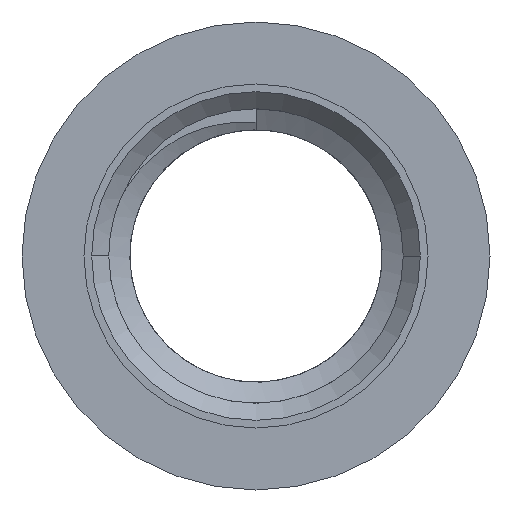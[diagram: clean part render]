
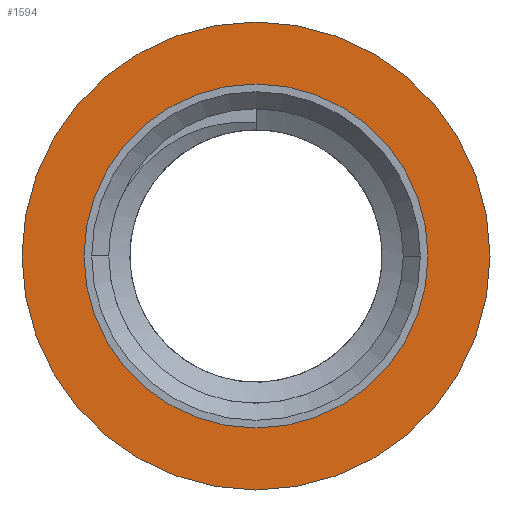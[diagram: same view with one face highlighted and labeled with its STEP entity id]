
A CAD part, front view. The second image highlights one B-rep face of the part: STEP entity #1594.
In plain terms, the highlighted planar face has unit normal (0, -1, 0).
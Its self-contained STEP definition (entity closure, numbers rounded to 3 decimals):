
#8 = VERTEX_POINT ( 'NONE', #994 ) ;
#26 = AXIS2_PLACEMENT_3D ( 'NONE', #1565, #1348, #1185 ) ;
#123 = CIRCLE ( 'NONE', #725, 2.045 ) ;
#177 = DIRECTION ( 'NONE',  ( 0., -1., 0. ) ) ;
#185 = DIRECTION ( 'NONE',  ( 0., -1., 0. ) ) ;
#196 = CARTESIAN_POINT ( 'NONE',  ( 0., 1.524, 0. ) ) ;
#197 = EDGE_CURVE ( 'NONE', #1460, #8, #647, .T. ) ;
#302 = DIRECTION ( 'NONE',  ( 1., 0., 0. ) ) ;
#309 = CARTESIAN_POINT ( 'NONE',  ( 2.781, 1.524, 0. ) ) ;
#328 = DIRECTION ( 'NONE',  ( 1., 0., 0. ) ) ;
#384 = EDGE_CURVE ( 'NONE', #637, #936, #1473, .T. ) ;
#445 = EDGE_LOOP ( 'NONE', ( #1374, #680 ) ) ;
#485 = EDGE_CURVE ( 'NONE', #8, #1460, #709, .T. ) ;
#586 = EDGE_LOOP ( 'NONE', ( #1353, #853 ) ) ;
#637 = VERTEX_POINT ( 'NONE', #695 ) ;
#647 = CIRCLE ( 'NONE', #698, 2.781 ) ;
#669 = DIRECTION ( 'NONE',  ( 1., 0., 0. ) ) ;
#680 = ORIENTED_EDGE ( 'NONE', *, *, #384, .F. ) ;
#693 = EDGE_CURVE ( 'NONE', #936, #637, #123, .T. ) ;
#695 = CARTESIAN_POINT ( 'NONE',  ( -2.045, 1.524, 0. ) ) ;
#698 = AXIS2_PLACEMENT_3D ( 'NONE', #1498, #857, #1116 ) ;
#709 = CIRCLE ( 'NONE', #1039, 2.781 ) ;
#711 = FACE_BOUND ( 'NONE', #445, .T. ) ;
#725 = AXIS2_PLACEMENT_3D ( 'NONE', #1182, #177, #328 ) ;
#768 = CARTESIAN_POINT ( 'NONE',  ( 2.045, 1.524, 0. ) ) ;
#853 = ORIENTED_EDGE ( 'NONE', *, *, #485, .T. ) ;
#857 = DIRECTION ( 'NONE',  ( 0., -1., 0. ) ) ;
#935 = AXIS2_PLACEMENT_3D ( 'NONE', #1191, #1456, #669 ) ;
#936 = VERTEX_POINT ( 'NONE', #768 ) ;
#994 = CARTESIAN_POINT ( 'NONE',  ( -2.781, 1.524, 0. ) ) ;
#1039 = AXIS2_PLACEMENT_3D ( 'NONE', #196, #185, #302 ) ;
#1051 = PLANE ( 'NONE',  #935 ) ;
#1055 = FACE_OUTER_BOUND ( 'NONE', #586, .T. ) ;
#1116 = DIRECTION ( 'NONE',  ( 1., 0., 0. ) ) ;
#1182 = CARTESIAN_POINT ( 'NONE',  ( 0., 1.524, 0. ) ) ;
#1185 = DIRECTION ( 'NONE',  ( 1., 0., 0. ) ) ;
#1191 = CARTESIAN_POINT ( 'NONE',  ( 2.781, 1.524, 0. ) ) ;
#1348 = DIRECTION ( 'NONE',  ( 0., -1., 0. ) ) ;
#1353 = ORIENTED_EDGE ( 'NONE', *, *, #197, .T. ) ;
#1374 = ORIENTED_EDGE ( 'NONE', *, *, #693, .F. ) ;
#1456 = DIRECTION ( 'NONE',  ( 0., -1., 0. ) ) ;
#1460 = VERTEX_POINT ( 'NONE', #309 ) ;
#1473 = CIRCLE ( 'NONE', #26, 2.045 ) ;
#1498 = CARTESIAN_POINT ( 'NONE',  ( 0., 1.524, 0. ) ) ;
#1565 = CARTESIAN_POINT ( 'NONE',  ( 0., 1.524, 0. ) ) ;
#1594 = ADVANCED_FACE ( 'NONE', ( #1055, #711 ), #1051, .T. ) ;
